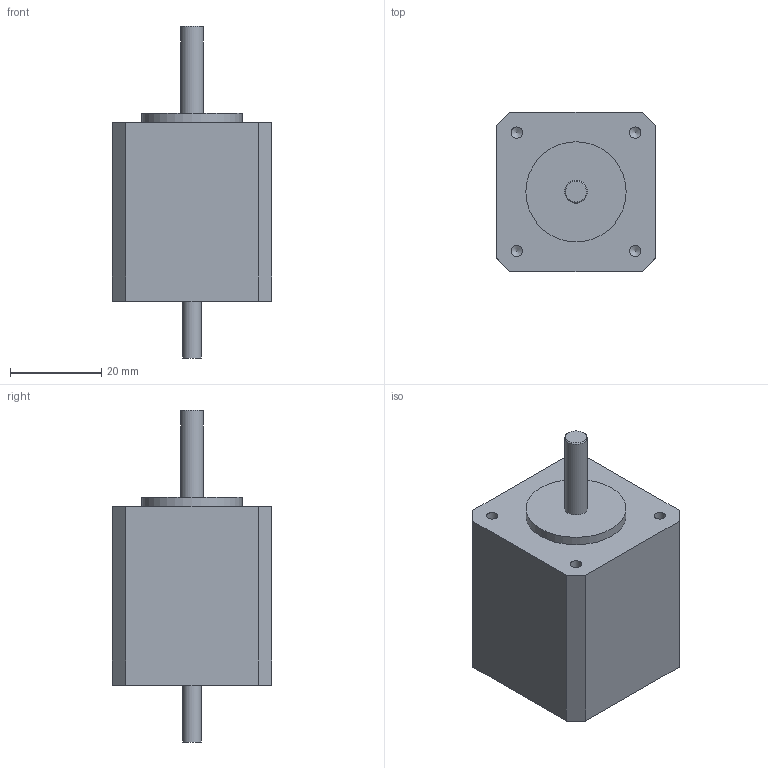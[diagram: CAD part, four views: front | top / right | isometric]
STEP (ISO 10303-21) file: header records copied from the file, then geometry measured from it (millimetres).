
FILE_DESCRIPTION(/* description */ (''),/* implementation_level */ '2;1');
FILE_NAME(/* name */ 'Schrittmotor v1.step',/* time_stamp */ '2020-01-23T18:51:14+01:00',/* author */ (''),/* organization */ (''),/* preprocessor_version */ 'ST-DEVELOPER v18',/* originating_system */ 'Autodesk Translation Framework v8.6.0.1094',/* authorisation */ '');
FILE_SCHEMA (('AUTOMOTIVE_DESIGN { 1 0 10303 214 3 1 1 }'));
Length unit declared in the file: millimetre
Products named in the file (1): Schrittmotor
Bounding box: 35 x 35 x 72.9 mm (x, y, z)
Volume: 47665.9 mm3; surface area: 9137.3 mm2
Topology: 1 solids, 1 shells, 41 faces, 114 edges, 82 vertices
Faces by surface type: plane 17, cylinder 15, cone 9
Full cylindrical faces by diameter (mm): 2.5 x4, 3.4 x4, 4 x1, 5 x1, 7 x4, 22 x1
Entity records: 1374 total; most frequent: DIRECTION 248, CARTESIAN_POINT 230, ORIENTED_EDGE 212, EDGE_CURVE 106, AXIS2_PLACEMENT_3D 100, VERTEX_POINT 82, CIRCLE 58, EDGE_LOOP 56
